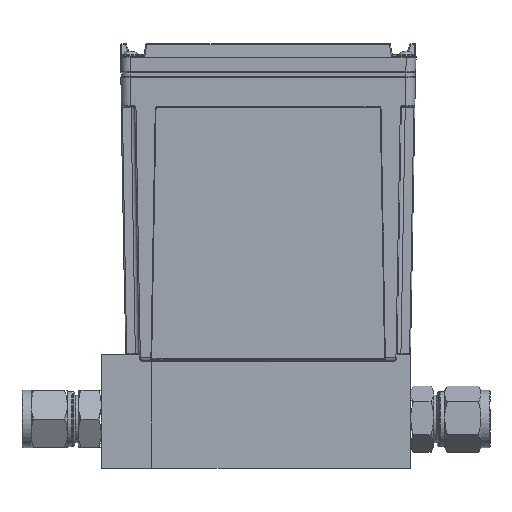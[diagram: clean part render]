
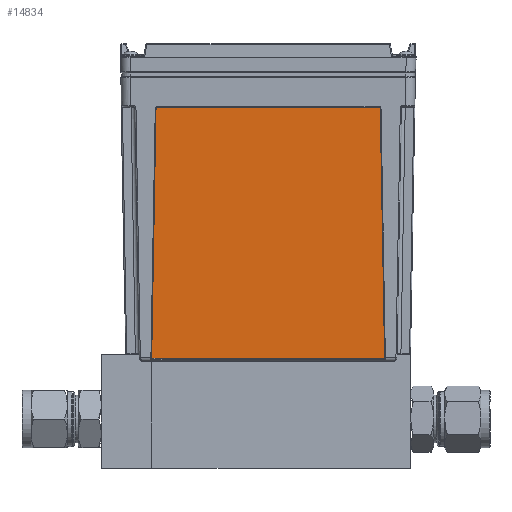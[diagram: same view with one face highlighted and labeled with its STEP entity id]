
A CAD part, top view. The second image highlights one B-rep face of the part: STEP entity #14834.
In plain terms, the highlighted planar face has unit normal (0, -0.018, 1).
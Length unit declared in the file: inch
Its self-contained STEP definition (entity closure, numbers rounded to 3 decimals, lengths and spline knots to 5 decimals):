
#1672 = VECTOR ( 'NONE', #26260, 39.37008 ) ;
#4058 = CARTESIAN_POINT ( 'NONE',  ( -2.74315, 0.82953, 0.96338 ) ) ;
#4775 = DIRECTION ( 'NONE',  ( 1., 0., 0. ) ) ;
#4794 = DIRECTION ( 'NONE',  ( 0., -0.017, 1. ) ) ;
#9875 = CARTESIAN_POINT ( 'NONE',  ( 0.77015, 0.82953, 0.96338 ) ) ;
#9877 = DIRECTION ( 'NONE',  ( 0., -0.017, 1. ) ) ;
#9878 = DIRECTION ( 'NONE',  ( 1., 0., 0. ) ) ;
#9961 = CIRCLE ( 'NONE', #9967, 0.02 ) ;
#9967 = AXIS2_PLACEMENT_3D ( 'NONE', #19564, #19562, #19560 ) ;
#12338 = ORIENTED_EDGE ( 'NONE', *, *, #59572, .T. ) ;
#12340 = ORIENTED_EDGE ( 'NONE', *, *, #59492, .T. ) ;
#12341 = ORIENTED_EDGE ( 'NONE', *, *, #59306, .T. ) ;
#12342 = ORIENTED_EDGE ( 'NONE', *, *, #59620, .T. ) ;
#12343 = ORIENTED_EDGE ( 'NONE', *, *, #59033, .T. ) ;
#12344 = ORIENTED_EDGE ( 'NONE', *, *, #59181, .T. ) ;
#12345 = ORIENTED_EDGE ( 'NONE', *, *, #58764, .T. ) ;
#12347 = ORIENTED_EDGE ( 'NONE', *, *, #59146, .T. ) ;
#14834 = ADVANCED_FACE ( 'NONE', ( #23559 ), #23607, .T. ) ;
#18195 = VECTOR ( 'NONE', #58649, 39.37008 ) ;
#19560 = DIRECTION ( 'NONE',  ( 1., 0., 0. ) ) ;
#19562 = DIRECTION ( 'NONE',  ( 0., -0.017, 1. ) ) ;
#19564 = CARTESIAN_POINT ( 'NONE',  ( 0.70385, 4.61895, 1.02953 ) ) ;
#23559 = FACE_OUTER_BOUND ( 'NONE', #36789, .T. ) ;
#23607 = PLANE ( 'NONE',  #26766 ) ;
#23609 = CARTESIAN_POINT ( 'NONE',  ( -0.9865, 4.63895, 1.02987 ) ) ;
#23610 = DIRECTION ( 'NONE',  ( 0., -0.017, 1. ) ) ;
#23611 = DIRECTION ( 'NONE',  ( 1., 0., 0. ) ) ;
#26256 = LINE ( 'NONE', #26258, #1672 ) ;
#26258 = CARTESIAN_POINT ( 'NONE',  ( 0.7235, 4.63895, 1.02987 ) ) ;
#26260 = DIRECTION ( 'NONE',  ( -1., 0., 0. ) ) ;
#26766 = AXIS2_PLACEMENT_3D ( 'NONE', #23609, #23610, #23611 ) ;
#29343 = DIRECTION ( 'NONE',  ( 1., 0., 0. ) ) ;
#29345 = DIRECTION ( 'NONE',  ( 0., -0.017, 1. ) ) ;
#29346 = CARTESIAN_POINT ( 'NONE',  ( -2.67685, 4.61895, 1.02953 ) ) ;
#36789 = EDGE_LOOP ( 'NONE', ( #12347, #12344, #12345, #12342, #12343, #12340, #12341, #12338 ) ) ;
#37234 = DIRECTION ( 'NONE',  ( -0.017, -1., -0.017 ) ) ;
#37236 = CARTESIAN_POINT ( 'NONE',  ( -2.6965, 4.63895, 1.02987 ) ) ;
#37238 = LINE ( 'NONE', #37236, #55487 ) ;
#38473 = CARTESIAN_POINT ( 'NONE',  ( -2.74315, 0.80953, 0.96303 ) ) ;
#38477 = CARTESIAN_POINT ( 'NONE',  ( -2.67685, 4.63895, 1.02987 ) ) ;
#38492 = CARTESIAN_POINT ( 'NONE',  ( -2.76314, 0.82988, 0.96339 ) ) ;
#38527 = CARTESIAN_POINT ( 'NONE',  ( 0.77015, 0.80953, 0.96303 ) ) ;
#38605 = CARTESIAN_POINT ( 'NONE',  ( 0.72384, 4.6193, 1.02953 ) ) ;
#38681 = CARTESIAN_POINT ( 'NONE',  ( 0.70385, 4.63895, 1.02987 ) ) ;
#38682 = CARTESIAN_POINT ( 'NONE',  ( -2.69684, 4.6193, 1.02953 ) ) ;
#38684 = CARTESIAN_POINT ( 'NONE',  ( 0.79014, 0.82988, 0.96339 ) ) ;
#39974 = VERTEX_POINT ( 'NONE', #38473 ) ;
#39978 = VERTEX_POINT ( 'NONE', #38477 ) ;
#39995 = VERTEX_POINT ( 'NONE', #38492 ) ;
#40036 = VERTEX_POINT ( 'NONE', #38527 ) ;
#40154 = VERTEX_POINT ( 'NONE', #38605 ) ;
#40236 = VERTEX_POINT ( 'NONE', #38681 ) ;
#40237 = VERTEX_POINT ( 'NONE', #38682 ) ;
#40239 = VERTEX_POINT ( 'NONE', #38684 ) ;
#49843 = CIRCLE ( 'NONE', #49847, 0.02 ) ;
#49847 = AXIS2_PLACEMENT_3D ( 'NONE', #4058, #4794, #4775 ) ;
#50044 = DIRECTION ( 'NONE',  ( 1., 0., 0. ) ) ;
#50045 = CARTESIAN_POINT ( 'NONE',  ( -2.7635, 0.80953, 0.96303 ) ) ;
#50049 = LINE ( 'NONE', #50045, #55288 ) ;
#55288 = VECTOR ( 'NONE', #50044, 39.37008 ) ;
#55367 = CIRCLE ( 'NONE', #55368, 0.02 ) ;
#55368 = AXIS2_PLACEMENT_3D ( 'NONE', #9875, #9877, #9878 ) ;
#55487 = VECTOR ( 'NONE', #37234, 39.37008 ) ;
#56865 = CIRCLE ( 'NONE', #56867, 0.02 ) ;
#56867 = AXIS2_PLACEMENT_3D ( 'NONE', #29346, #29345, #29343 ) ;
#58647 = LINE ( 'NONE', #58648, #18195 ) ;
#58648 = CARTESIAN_POINT ( 'NONE',  ( 0.7905, 0.80953, 0.96303 ) ) ;
#58649 = DIRECTION ( 'NONE',  ( -0.017, 1., 0.017 ) ) ;
#58764 = EDGE_CURVE ( 'NONE', #40239, #40154, #58647, .T. ) ;
#59033 = EDGE_CURVE ( 'NONE', #40236, #39978, #26256, .T. ) ;
#59146 = EDGE_CURVE ( 'NONE', #39974, #40036, #50049, .T. ) ;
#59181 = EDGE_CURVE ( 'NONE', #40036, #40239, #55367, .T. ) ;
#59306 = EDGE_CURVE ( 'NONE', #40237, #39995, #37238, .T. ) ;
#59492 = EDGE_CURVE ( 'NONE', #39978, #40237, #56865, .T. ) ;
#59572 = EDGE_CURVE ( 'NONE', #39995, #39974, #49843, .T. ) ;
#59620 = EDGE_CURVE ( 'NONE', #40154, #40236, #9961, .T. ) ;
